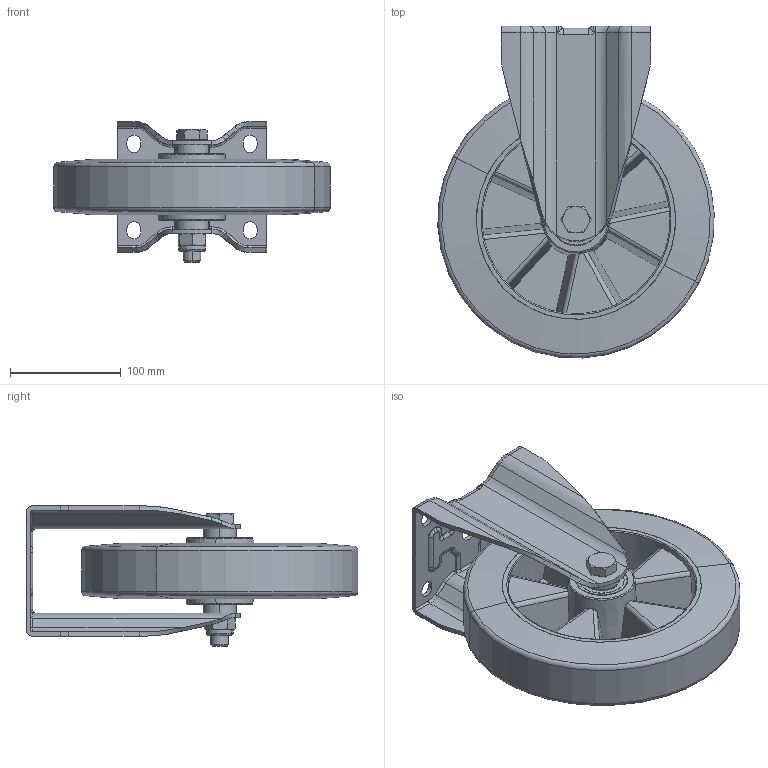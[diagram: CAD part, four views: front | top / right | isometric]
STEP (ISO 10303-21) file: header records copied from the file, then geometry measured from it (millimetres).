
FILE_DESCRIPTION (( 'STEP AP214' ), '1' );
FILE_NAME ('0047346_B-IHB-EGA-250-K_(A-01).step', '2019-06-24T10:35:49', ( '' ), ( '' ), 'SwSTEP 2.0', 'SolidWorks 2018', '' );
FILE_SCHEMA (( 'AUTOMOTIVE_DESIGN' ));
Length unit declared in the file: millimetre
Products named in the file (1): 0047346_B-IHB-EGA-250-K_(A-01)
Bounding box: 249.73 x 299.87 x 127 mm (x, y, z)
Volume: 1758865.8 mm3; surface area: 415601.6 mm2
Topology: 15 solids, 15 shells, 598 faces, 1403 edges, 844 vertices
Faces by surface type: cylinder 246, torus 164, plane 138, cone 30, bspline 20
Entity records: 25912 total; most frequent: CARTESIAN_POINT 5253, DIRECTION 3153, ORIENTED_EDGE 2806, EDGE_CURVE 1403, AXIS2_PLACEMENT_3D 1343, VERTEX_POINT 844, CIRCLE 764, EDGE_LOOP 647
